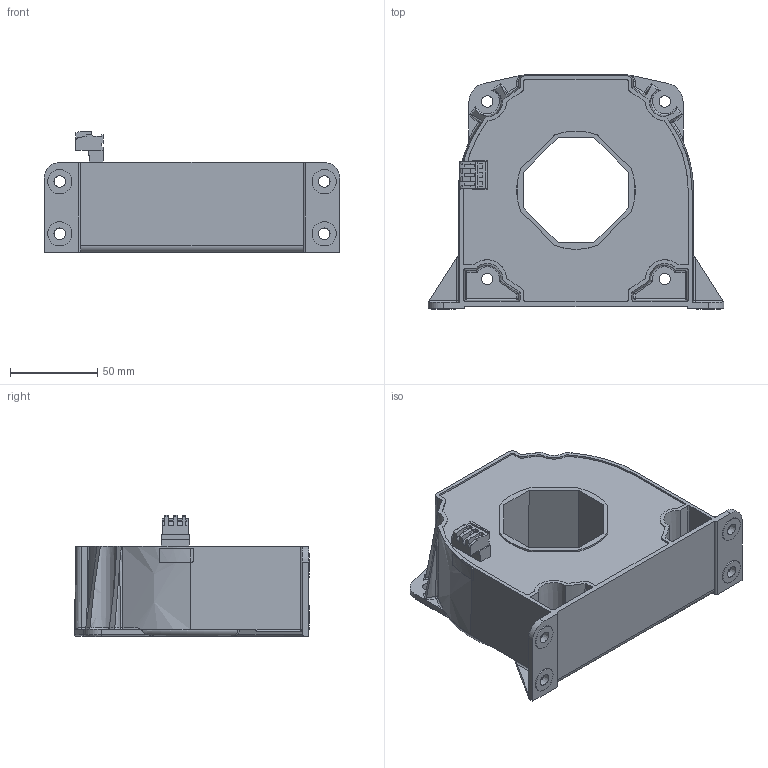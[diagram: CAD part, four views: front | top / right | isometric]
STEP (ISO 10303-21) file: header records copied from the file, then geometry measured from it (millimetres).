
FILE_DESCRIPTION(/* description */ (''),/* implementation_level */ '2;1');
FILE_NAME(/* name */ '100525350ugm000_a.stp',/* time_stamp */ '2013-01-14T11:53:24+01:00',/* author */ (''),/* organization */ (''),/* preprocessor_version */ 'ST-DEVELOPER v11',/* originating_system */ 'SIEMENS PLM Software NX 7.5',/* authorisation */ '');
FILE_SCHEMA (('AUTOMOTIVE_DESIGN { 1 0 10303 214 1 1 1 1 }'));
Length unit declared in the file: millimetre
Products named in the file (1): 100525350ugm000_a
Bounding box: 170 x 135 x 70 mm (x, y, z)
Volume: 635040.7 mm3; surface area: 80684.2 mm2
Topology: 1 solids, 3 shells, 918 faces, 2941 edges, 2605 vertices
Faces by surface type: plane 496, extrusion 212, cylinder 90, cone 49, bspline 31, torus 24, sphere 16
Full cylindrical faces by diameter (mm): 6.5 x4, 12 x4, 14 x4
Entity records: 38091 total; most frequent: CARTESIAN_POINT 10847, ORIENTED_EDGE 4806, DIRECTION 4057, EDGE_CURVE 2403, VECTOR 2089, LINE 1877, VERTEX_POINT 1579, EDGE_LOOP 1024
